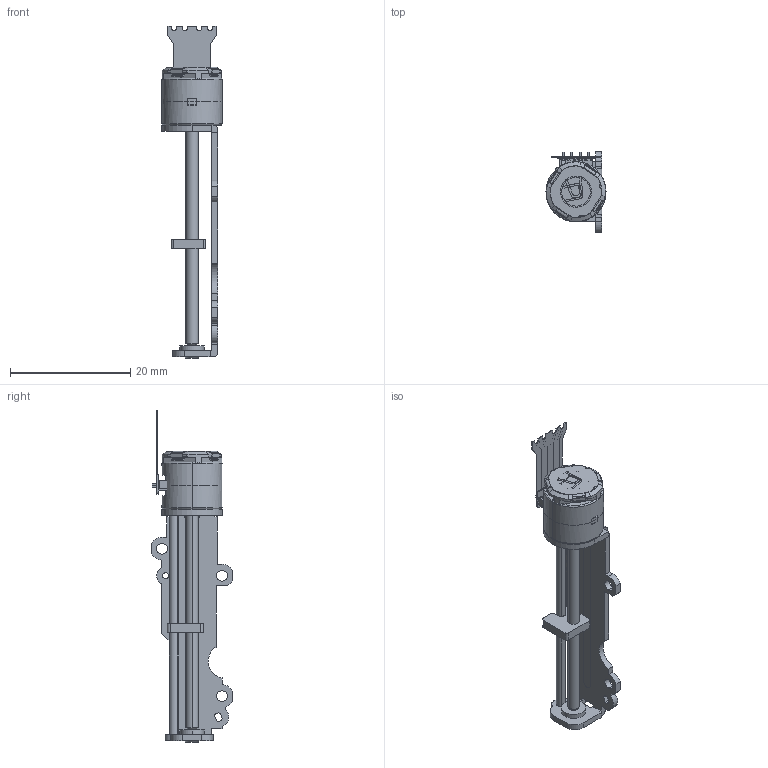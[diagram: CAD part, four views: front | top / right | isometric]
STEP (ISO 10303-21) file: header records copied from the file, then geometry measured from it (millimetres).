
FILE_DESCRIPTION (( 'STEP AP203' ), '1' );
FILE_NAME ('SM1049马达3D.STEP', '2017-09-12T10:31:30', ( '微软用户' ), ( '微软中国' ), 'SwSTEP 2.0', 'SolidWorks 2014', '' );
FILE_SCHEMA (( 'CONFIG_CONTROL_DESIGN' ));
Length unit declared in the file: millimetre
Products named in the file (17): 粟え; 邧幗紩; 齒軛B; PINÕë; FPC; 奻鋪殤; sankyo縐蛈粟え; 絳砃粣; 菁屳; 奻粣忳; SM1049鎮湛3D; 盓厥啣; 狟粣忳; 齒軛A; 蹟譫; 綫圈; 1.0GANGQIU
Assembly tree (24 placements, depth 2):
  SM1049鎮湛3D
    齒軛A  x2
    齒軛B  x2
    菁屳
    綫圈  x2
    奻鋪殤  x2
    盓厥啣
    粟え
    PINÕë  x4
    奻粣忳
    1.0GANGQIU  x2
    sankyo縐蛈粟え
    狟粣忳
    邧幗紩
    絳砃粣
    蹟譫
    FPC
Bounding box: 10 x 13.4 x 55.3 mm (x, y, z)
Volume: 1253.7 mm3; surface area: 4443.3 mm2
Topology: 24 solids, 24 shells, 1030 faces, 2779 edges, 1815 vertices
Faces by surface type: plane 486, cylinder 384, bspline 70, torus 52, cone 34, sphere 4
Entity records: 28667 total; most frequent: CARTESIAN_POINT 5711, DIRECTION 4409, ORIENTED_EDGE 4400, EDGE_CURVE 2200, AXIS2_PLACEMENT_3D 1535, VERTEX_POINT 1439, VECTOR 1339, LINE 1339
